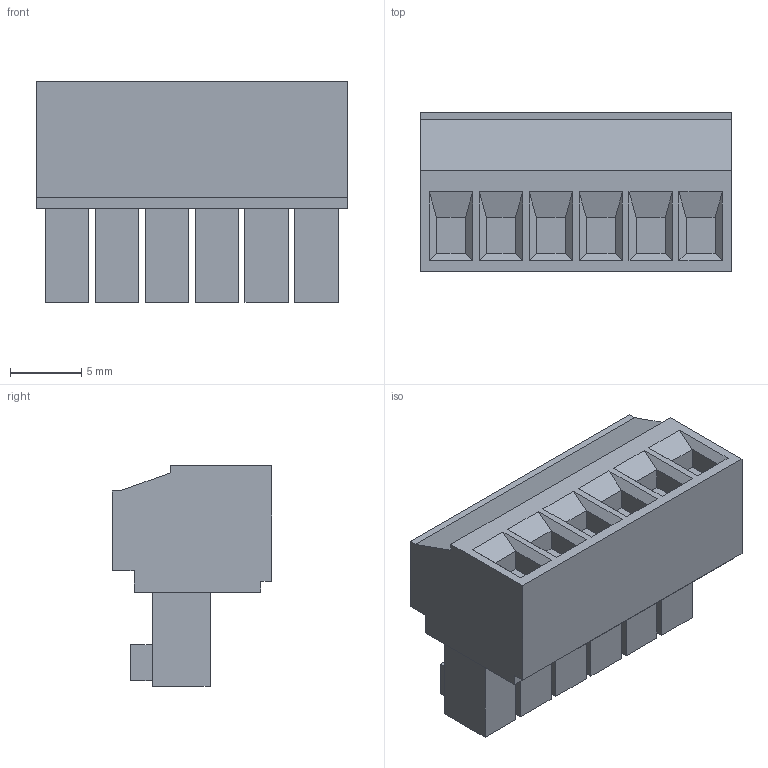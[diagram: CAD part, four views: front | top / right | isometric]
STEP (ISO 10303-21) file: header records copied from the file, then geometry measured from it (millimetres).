
FILE_DESCRIPTION((''),'2;1');
FILE_NAME('395000006','2015-01-12T',('me'),(''),'PRO/ENGINEER BY PARAMETRIC TECHNOLOGY CORPORATION, 2011490','PRO/ENGINEER BY PARAMETRIC TECHNOLOGY CORPORATION, 2011490','');
FILE_SCHEMA(('CONFIG_CONTROL_DESIGN'));
Length unit declared in the file: inch
Products named in the file (1): 395000006
Bounding box: 21.79 x 11.18 x 15.49 mm (x, y, z)
Volume: 2328.8 mm3; surface area: 1985.1 mm2
Topology: 1 solids, 1 shells, 275 faces, 657 edges, 438 vertices
Faces by surface type: plane 209, cylinder 54, cone 12
Entity records: 7876 total; most frequent: CARTESIAN_POINT 1347, DIRECTION 1341, ORIENTED_EDGE 1290, EDGE_CURVE 645, VECTOR 525, LINE 525, VERTEX_POINT 414, AXIS2_PLACEMENT_3D 408
